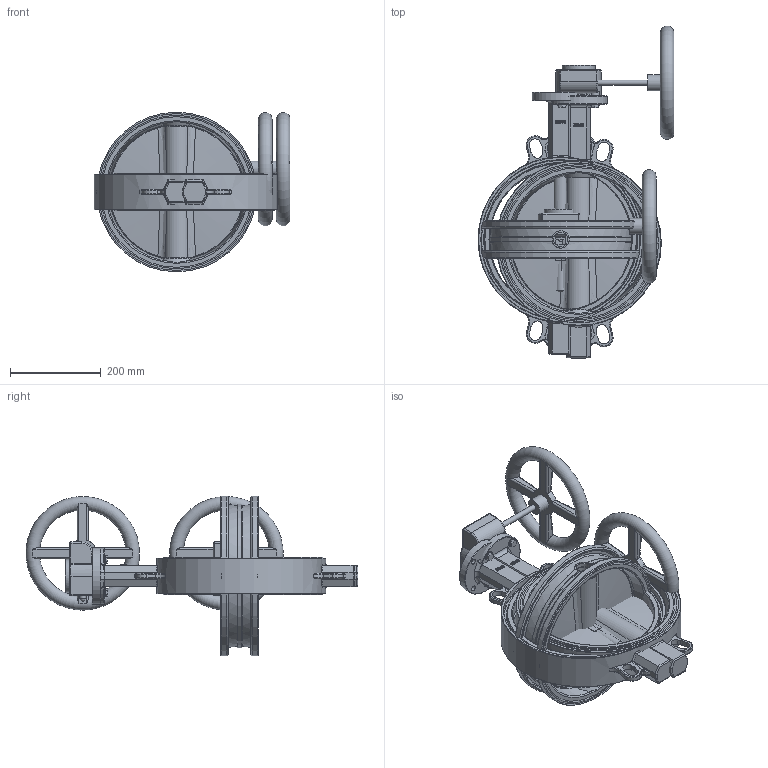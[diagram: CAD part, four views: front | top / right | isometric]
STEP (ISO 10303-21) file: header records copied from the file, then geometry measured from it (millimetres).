
FILE_DESCRIPTION( ( 'Unknown' ), '1' );
FILE_NAME( 'Wafer_DN300.stp', 'Unknown', ( 'Unknown' ), ( 'Unknown' ), 'PSStep 13.0', 'Unknown', ' ' );
FILE_SCHEMA( ( 'AUTOMOTIVE_DESIGN { 1 0 10303 214 1 1 1 1 }' ) );
Length unit declared in the file: millimetre
Products named in the file (11): Assem1; WAFER-DN300; DN300概极; seat; disc; shaft1; shaft2; bushing1; DIN126-M10; M10x30; Schneckenradgetriebe DN300
Bounding box: 431.53 x 730.92 x 351.5 mm (x, y, z)
Volume: 16854593.9 mm3; surface area: 2990370.4 mm2
Topology: 32 solids, 32 shells, 2234 faces, 5737 edges, 3714 vertices
Faces by surface type: plane 918, cylinder 499, extrusion 372, torus 236, bspline 130, cone 67, sphere 12
Full cylindrical faces by diameter (mm): 6.647 x8, 6.8 x3, 8.376 x8, 10 x5, 11 x5, 12 x14, 13 x4, 20 x5, 22 x3, 27.5 x3, 31.6 x15, 31.8 x3, 31.9 x5, 35 x2, 38.1 x12, 38.15 x5, 45 x6, 48 x3, 59 x2, 71 x3, 73 x2, 125 x3, 312.8 x12, 337 x12, 351.5 x6, 352 x6, 364 x3
Entity records: 40828 total; most frequent: CARTESIAN_POINT 16948, ORIENTED_EDGE 3724, DIRECTION 3215, EDGE_CURVE 1862, VERTEX_POINT 1255, AXIS2_PLACEMENT_3D 1142, EDGE_LOOP 959, VECTOR 931
